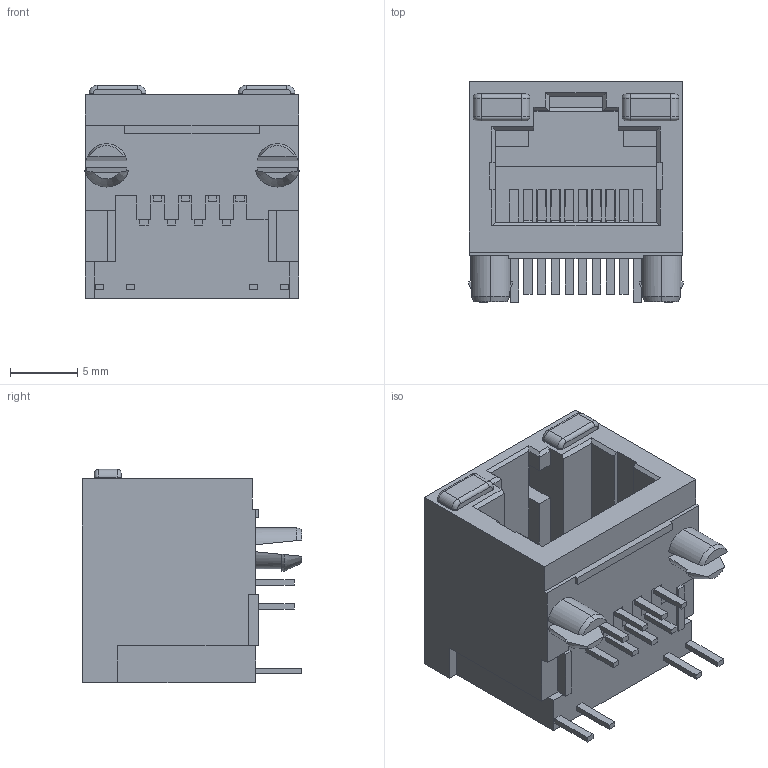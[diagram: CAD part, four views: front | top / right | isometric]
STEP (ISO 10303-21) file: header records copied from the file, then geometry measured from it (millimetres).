
FILE_DESCRIPTION (( 'STEP AP214' ), '1' );
FILE_NAME ('03046105615.STEP', '2021-03-04T21:04:16', ( '' ), ( '' ), 'SwSTEP 2.0', 'SolidWorks 2017', '' );
FILE_SCHEMA (( 'AUTOMOTIVE_DESIGN' ));
Length unit declared in the file: millimetre
Products named in the file (1): 03046105615
Bounding box: 15.98 x 16.35 x 15.85 mm (x, y, z)
Volume: 1933.8 mm3; surface area: 2679.2 mm2
Topology: 24 solids, 24 shells, 359 faces, 892 edges, 584 vertices
Faces by surface type: plane 311, cylinder 34, torus 8, cone 6
Entity records: 10737 total; most frequent: CARTESIAN_POINT 1904, ORIENTED_EDGE 1784, DIRECTION 1674, EDGE_CURVE 892, LINE 790, VECTOR 790, VERTEX_POINT 584, AXIS2_PLACEMENT_3D 442
